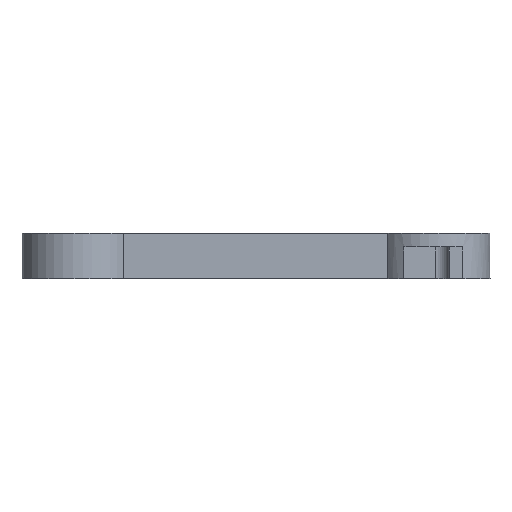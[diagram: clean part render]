
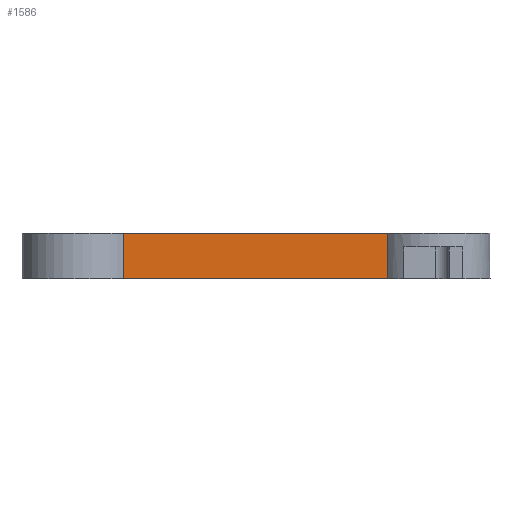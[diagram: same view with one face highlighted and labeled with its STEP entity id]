
A CAD part, front view. The second image highlights one B-rep face of the part: STEP entity #1586.
In plain terms, the highlighted planar face has unit normal (0, -1, 0).
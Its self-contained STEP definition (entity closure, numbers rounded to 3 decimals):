
#105=PLANE('',#1783);
#183=FACE_OUTER_BOUND('',#283,.T.);
#283=EDGE_LOOP('',(#1410,#1411,#1412,#1413));
#369=LINE('',#2474,#489);
#373=LINE('',#2484,#493);
#418=LINE('',#2746,#538);
#419=LINE('',#2747,#539);
#489=VECTOR('',#1998,10.);
#493=VECTOR('',#2008,10.);
#538=VECTOR('',#2243,10.);
#539=VECTOR('',#2244,10.);
#711=VERTEX_POINT('',#2471);
#712=VERTEX_POINT('',#2473);
#715=VERTEX_POINT('',#2483);
#789=VERTEX_POINT('',#2745);
#893=EDGE_CURVE('',#711,#712,#369,.T.);
#898=EDGE_CURVE('',#712,#715,#373,.T.);
#1011=EDGE_CURVE('',#789,#711,#418,.T.);
#1012=EDGE_CURVE('',#715,#789,#419,.T.);
#1410=ORIENTED_EDGE('',*,*,#893,.F.);
#1411=ORIENTED_EDGE('',*,*,#1011,.F.);
#1412=ORIENTED_EDGE('',*,*,#1012,.F.);
#1413=ORIENTED_EDGE('',*,*,#898,.F.);
#1586=ADVANCED_FACE('',(#183),#105,.T.);
#1783=AXIS2_PLACEMENT_3D('',#2744,#2241,#2242);
#1998=DIRECTION('',(0.,0.,-1.));
#2008=DIRECTION('',(-1.,0.,0.));
#2241=DIRECTION('center_axis',(0.,-1.,0.));
#2242=DIRECTION('ref_axis',(1.,0.,0.));
#2243=DIRECTION('',(1.,0.,0.));
#2244=DIRECTION('',(0.,0.,1.));
#2471=CARTESIAN_POINT('',(29.1,-32.1,3.));
#2473=CARTESIAN_POINT('',(29.1,-32.1,-7.));
#2474=CARTESIAN_POINT('',(29.1,-32.1,0.));
#2483=CARTESIAN_POINT('',(-29.1,-32.1,-7.));
#2484=CARTESIAN_POINT('',(-46.6,-32.1,-7.));
#2744=CARTESIAN_POINT('Origin',(-29.1,-32.1,0.));
#2745=CARTESIAN_POINT('',(-29.1,-32.1,3.));
#2746=CARTESIAN_POINT('',(-46.6,-32.1,3.));
#2747=CARTESIAN_POINT('',(-29.1,-32.1,0.));
